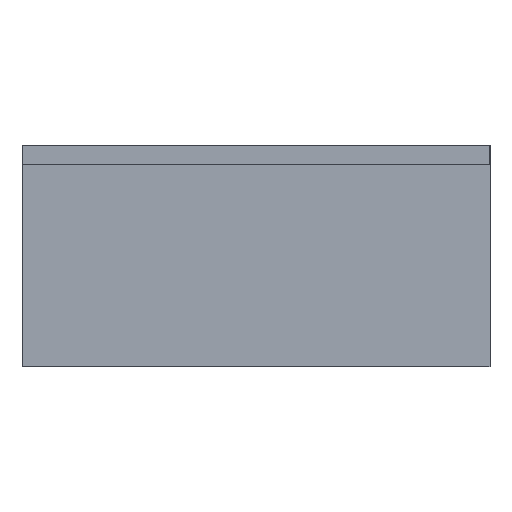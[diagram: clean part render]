
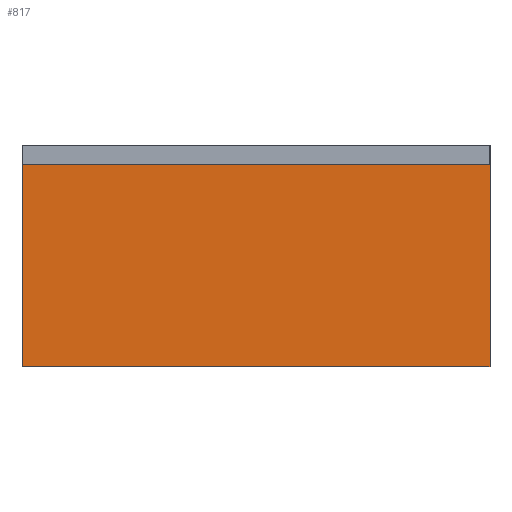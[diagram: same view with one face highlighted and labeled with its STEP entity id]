
A CAD part, left-side view. The second image highlights one B-rep face of the part: STEP entity #817.
In plain terms, the highlighted planar face has unit normal (-1, 0, 0).
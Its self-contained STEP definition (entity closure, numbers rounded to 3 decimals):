
#67=FACE_OUTER_BOUND('',#118,.T.);
#118=EDGE_LOOP('',(#668,#669,#670,#671,#672,#673));
#141=LINE('',#1131,#241);
#145=LINE('',#1139,#245);
#156=LINE('',#1161,#256);
#193=LINE('',#1251,#293);
#195=LINE('',#1254,#295);
#214=LINE('',#1307,#314);
#241=VECTOR('',#915,10.);
#245=VECTOR('',#921,10.);
#256=VECTOR('',#934,10.);
#293=VECTOR('',#1001,10.);
#295=VECTOR('',#1005,10.);
#314=VECTOR('',#1052,10.);
#341=VERTEX_POINT('',#1129);
#342=VERTEX_POINT('',#1130);
#345=VERTEX_POINT('',#1138);
#355=VERTEX_POINT('',#1160);
#392=VERTEX_POINT('',#1248);
#393=VERTEX_POINT('',#1250);
#418=EDGE_CURVE('',#341,#342,#141,.T.);
#422=EDGE_CURVE('',#341,#345,#145,.T.);
#433=EDGE_CURVE('',#355,#345,#156,.T.);
#478=EDGE_CURVE('',#393,#392,#193,.T.);
#480=EDGE_CURVE('',#355,#392,#195,.T.);
#507=EDGE_CURVE('',#342,#393,#214,.T.);
#668=ORIENTED_EDGE('',*,*,#433,.T.);
#669=ORIENTED_EDGE('',*,*,#422,.F.);
#670=ORIENTED_EDGE('',*,*,#418,.T.);
#671=ORIENTED_EDGE('',*,*,#507,.T.);
#672=ORIENTED_EDGE('',*,*,#478,.T.);
#673=ORIENTED_EDGE('',*,*,#480,.F.);
#784=PLANE('',#888);
#817=ADVANCED_FACE('',(#67),#784,.T.);
#888=AXIS2_PLACEMENT_3D('',#1309,#1055,#1056);
#915=DIRECTION('',(0.,0.,-1.));
#921=DIRECTION('',(0.,-1.,0.));
#934=DIRECTION('',(0.,0.,1.));
#1001=DIRECTION('',(0.,0.,-1.));
#1005=DIRECTION('',(0.,1.,0.));
#1052=DIRECTION('',(0.,1.,0.));
#1055=DIRECTION('center_axis',(-1.,0.,0.));
#1056=DIRECTION('ref_axis',(0.,0.,1.));
#1129=CARTESIAN_POINT('',(135.25,-36.889,18.));
#1130=CARTESIAN_POINT('',(135.25,-36.889,15.));
#1131=CARTESIAN_POINT('',(135.25,-36.889,18.465));
#1138=CARTESIAN_POINT('',(135.25,-36.889,18.));
#1139=CARTESIAN_POINT('',(135.25,-36.389,18.));
#1160=CARTESIAN_POINT('',(135.25,-36.889,-17.));
#1161=CARTESIAN_POINT('',(135.25,-36.889,-15.09));
#1248=CARTESIAN_POINT('',(135.25,36.89,-17.));
#1250=CARTESIAN_POINT('',(135.25,36.89,15.));
#1251=CARTESIAN_POINT('',(135.25,36.89,3.965));
#1254=CARTESIAN_POINT('',(135.25,31.89,-17.));
#1307=CARTESIAN_POINT('',(135.25,21.,15.));
#1309=CARTESIAN_POINT('Origin',(135.25,0.001,21.931));
